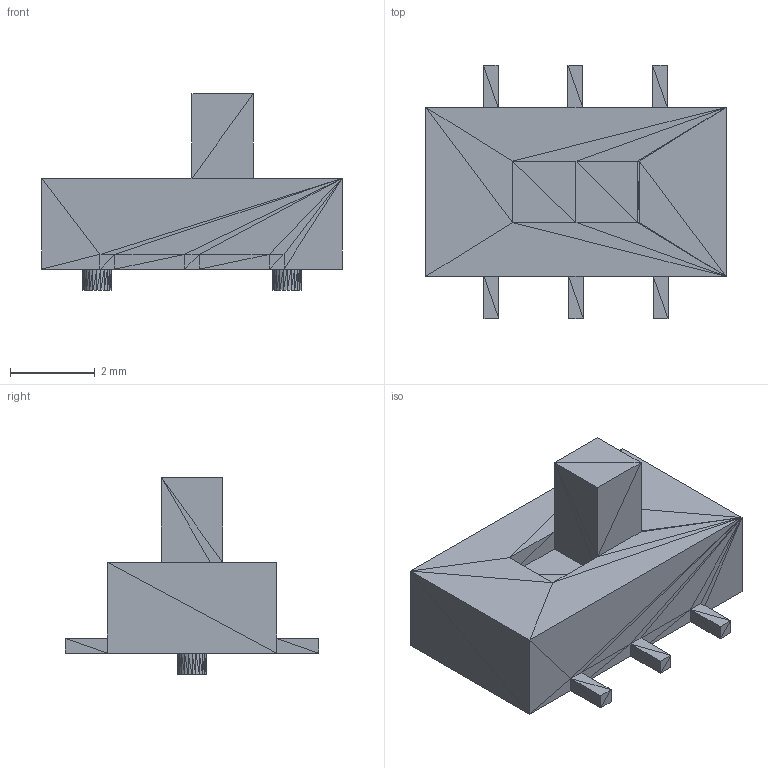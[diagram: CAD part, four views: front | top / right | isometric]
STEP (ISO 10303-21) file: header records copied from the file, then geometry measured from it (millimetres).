
FILE_DESCRIPTION(('FreeCAD Model'),'2;1');
FILE_NAME('Open CASCADE Shape Model','2023-05-18T17:34:35',('Author'),( ''),'Open CASCADE STEP processor 7.6','FreeCAD','Unknown');
FILE_SCHEMA(('AUTOMOTIVE_DESIGN { 1 0 10303 214 1 1 1 1 }'));
Length unit declared in the file: millimetre
Products named in the file (1): MS_22D28_G020001 (Solid)
Bounding box: 7.1 x 6 x 4.65 mm (x, y, z)
Volume: 65.3 mm3; surface area: 131.2 mm2
Topology: 1 solids, 1 shells, 340 faces, 510 edges, 172 vertices
Faces by surface type: plane 340
Entity records: 13294 total; most frequent: DIRECTION 2212, CARTESIAN_POINT 2043, LINE 1530, VECTOR 1530, ORIENTED_EDGE 1020, PCURVE 1020, DEFINITIONAL_REPRESENTATION 1020, EDGE_CURVE 510
